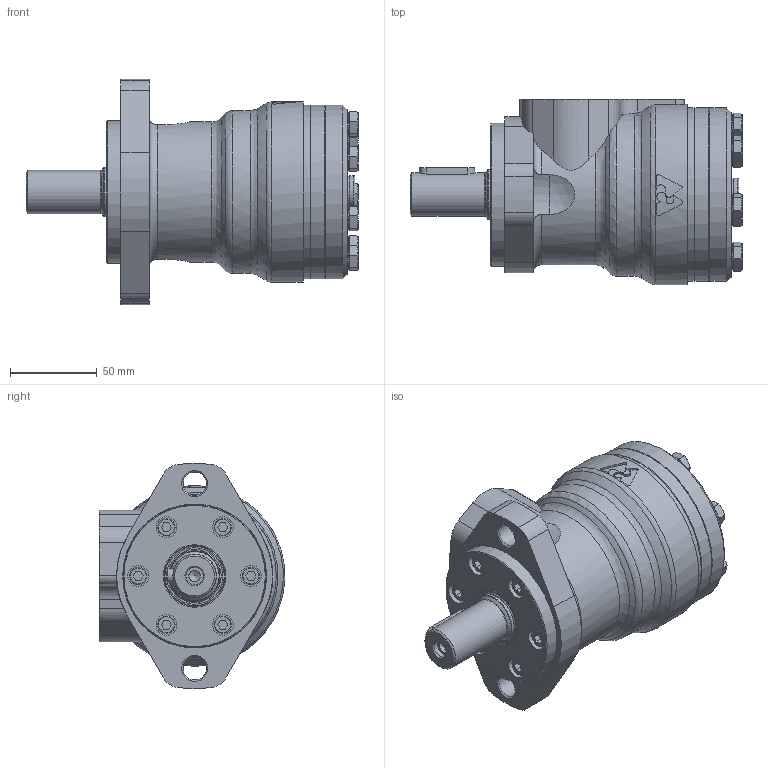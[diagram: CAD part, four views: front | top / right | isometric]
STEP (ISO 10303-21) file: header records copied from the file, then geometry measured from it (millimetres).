
FILE_DESCRIPTION(/* description */ ('STEP AP214'),/* implementation_level */ '2;1');
FILE_NAME(/* name */ 'MR50VCUP_(mm)',/* time_stamp */ '2025-04-21T12:10:03+02:00',/* author */ ('License CC BY-ND 4.0'),/* organization */ ('CADENAS'),/* preprocessor_version */ 'ST-DEVELOPER v19.3',/* originating_system */ 'PARTsolutions',/* authorisation */ ' ');
FILE_SCHEMA (('AUTOMOTIVE_DESIGN {1 0 10303 214 3 1 1}'));
Length unit declared in the file: millimetre
Products named in the file (7): MR50VCUP_(mm); MRB; MPVCSH; MPFMF; MRVP; MR50D; MRF
Assembly tree (6 placements, depth 2):
  MR50VCUP_(mm)
    MRB
    MPVCSH
    MPFMF
    MRVP
    MR50D
    MRF
Bounding box: 191.4 x 107 x 129.82 mm (x, y, z)
Volume: 1019315.2 mm3; surface area: 143584.3 mm2
Topology: 6 solids, 6 shells, 393 faces, 892 edges, 554 vertices
Faces by surface type: plane 210, cylinder 87, cone 76, torus 18, sphere 2
Full cylindrical faces by diameter (mm): 2 x2, 6.647 x5, 7 x1, 10 x7, 11.9 x7, 12 x6, 13 x7, 13.35 x2, 18 x1, 18.631 x2, 19 x1, 25 x1, 28.56 x1, 29 x1, 32.6 x1, 35 x1, 82.3 x1, 82.5 x1, 82.55 x1, 100 x3, 104 x1
Entity records: 10676 total; most frequent: CARTESIAN_POINT 2252, DIRECTION 1719, ORIENTED_EDGE 1540, EDGE_CURVE 770, AXIS2_PLACEMENT_3D 693, FACE_BOUND 548, VERTEX_POINT 538, EDGE_LOOP 538
